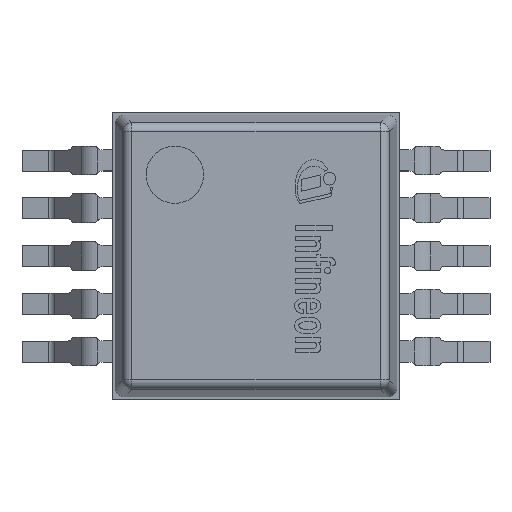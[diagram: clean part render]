
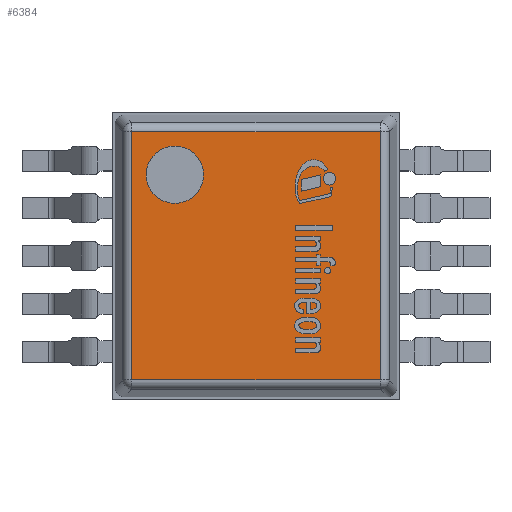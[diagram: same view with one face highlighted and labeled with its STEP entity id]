
A CAD part, top view. The second image highlights one B-rep face of the part: STEP entity #6384.
In plain terms, the highlighted planar face has unit normal (0, 0, 1).
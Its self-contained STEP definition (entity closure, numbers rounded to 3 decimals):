
#112=FACE_BOUND('',#893,.T.);
#138=CIRCLE('',#6804,0.3);
#512=FACE_OUTER_BOUND('',#892,.T.);
#892=EDGE_LOOP('',(#4305,#4306,#4307,#4308));
#893=EDGE_LOOP('',(#4309));
#1297=LINE('',#9285,#1974);
#1298=LINE('',#9287,#1975);
#1299=LINE('',#9289,#1976);
#1300=LINE('',#9290,#1977);
#1974=VECTOR('',#7475,1000.);
#1975=VECTOR('',#7476,1000.);
#1976=VECTOR('',#7477,1000.);
#1977=VECTOR('',#7478,1000.);
#2631=VERTEX_POINT('',#9243);
#2648=VERTEX_POINT('',#9283);
#2649=VERTEX_POINT('',#9284);
#2650=VERTEX_POINT('',#9286);
#2651=VERTEX_POINT('',#9288);
#3282=EDGE_CURVE('',#2631,#2631,#138,.T.);
#3299=EDGE_CURVE('',#2648,#2649,#1297,.T.);
#3300=EDGE_CURVE('',#2649,#2650,#1298,.T.);
#3301=EDGE_CURVE('',#2650,#2651,#1299,.T.);
#3302=EDGE_CURVE('',#2651,#2648,#1300,.T.);
#4305=ORIENTED_EDGE('',*,*,#3299,.T.);
#4306=ORIENTED_EDGE('',*,*,#3300,.T.);
#4307=ORIENTED_EDGE('',*,*,#3301,.T.);
#4308=ORIENTED_EDGE('',*,*,#3302,.T.);
#4309=ORIENTED_EDGE('',*,*,#3282,.F.);
#6119=PLANE('',#6809);
#6384=ADVANCED_FACE('',(#512,#112),#6119,.T.);
#6804=AXIS2_PLACEMENT_3D('',#9245,#7447,#7448);
#6809=AXIS2_PLACEMENT_3D('',#9282,#7473,#7474);
#7447=DIRECTION('center_axis',(0.,0.,1.));
#7448=DIRECTION('ref_axis',(1.,0.,0.));
#7473=DIRECTION('center_axis',(0.,0.,1.));
#7474=DIRECTION('ref_axis',(1.,0.,0.));
#7475=DIRECTION('',(1.,0.,0.));
#7476=DIRECTION('',(0.,1.,0.));
#7477=DIRECTION('',(-1.,0.,0.));
#7478=DIRECTION('',(0.,-1.,0.));
#9243=CARTESIAN_POINT('',(-1.15,0.85,1.05));
#9245=CARTESIAN_POINT('Origin',(-0.85,0.85,1.05));
#9282=CARTESIAN_POINT('Origin',(0.,0.,1.05));
#9283=CARTESIAN_POINT('',(-1.298,-1.298,1.05));
#9284=CARTESIAN_POINT('',(1.298,-1.298,1.05));
#9285=CARTESIAN_POINT('',(1.379,-1.298,1.05));
#9286=CARTESIAN_POINT('',(1.298,1.298,1.05));
#9287=CARTESIAN_POINT('',(1.298,1.379,1.05));
#9288=CARTESIAN_POINT('',(-1.298,1.298,1.05));
#9289=CARTESIAN_POINT('',(-1.379,1.298,1.05));
#9290=CARTESIAN_POINT('',(-1.298,-1.379,1.05));
